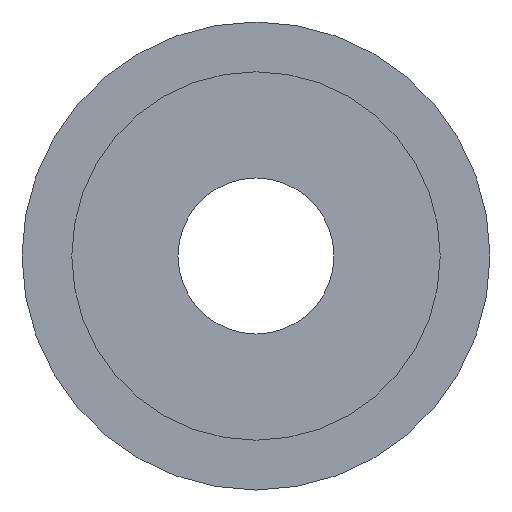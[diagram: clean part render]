
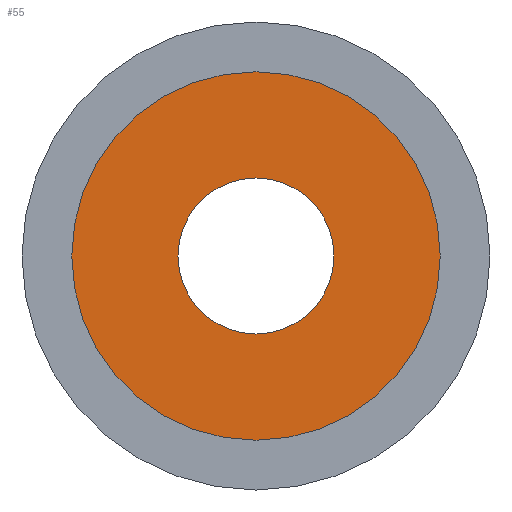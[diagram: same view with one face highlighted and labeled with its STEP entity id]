
A CAD part, left-side view. The second image highlights one B-rep face of the part: STEP entity #55.
In plain terms, the highlighted planar face has unit normal (-1, 0, 0).
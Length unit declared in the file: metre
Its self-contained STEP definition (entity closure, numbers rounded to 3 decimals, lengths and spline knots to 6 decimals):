
#55 = ADVANCED_FACE( '', ( #114, #115 ), #116, .T. );
#114 = FACE_BOUND( '', #174, .T. );
#115 = FACE_OUTER_BOUND( '', #175, .T. );
#116 = PLANE( '', #176 );
#174 = EDGE_LOOP( '', ( #237 ) );
#175 = EDGE_LOOP( '', ( #238 ) );
#176 = AXIS2_PLACEMENT_3D( '', #239, #240, #241 );
#237 = ORIENTED_EDGE( '', *, *, #284, .T. );
#238 = ORIENTED_EDGE( '', *, *, #285, .F. );
#239 = CARTESIAN_POINT( '', ( -0.144799, 2.715841, 1.16022 ) );
#240 = DIRECTION( '', ( -1., 0., 0. ) );
#241 = DIRECTION( '', ( 0., 1., 0. ) );
#284 = EDGE_CURVE( '', #318, #318, #319, .T. );
#285 = EDGE_CURVE( '', #320, #320, #321, .T. );
#318 = VERTEX_POINT( '', #354 );
#319 = CIRCLE( '', #355, 0.0127 );
#320 = VERTEX_POINT( '', #356 );
#321 = CIRCLE( '', #357, 0.03 );
#354 = CARTESIAN_POINT( '', ( -0.144799, 2.725498, 0.843719 ) );
#355 = AXIS2_PLACEMENT_3D( '', #392, #393, #394 );
#356 = CARTESIAN_POINT( '', ( -0.144799, 2.742798, 0.843719 ) );
#357 = AXIS2_PLACEMENT_3D( '', #395, #396, #397 );
#392 = CARTESIAN_POINT( '', ( -0.144799, 2.712798, 0.843719 ) );
#393 = DIRECTION( '', ( 1., 0., 0. ) );
#394 = DIRECTION( '', ( 0., 1., 0. ) );
#395 = CARTESIAN_POINT( '', ( -0.144799, 2.712798, 0.843719 ) );
#396 = DIRECTION( '', ( 1., 0., 0. ) );
#397 = DIRECTION( '', ( 0., 1., 0. ) );
